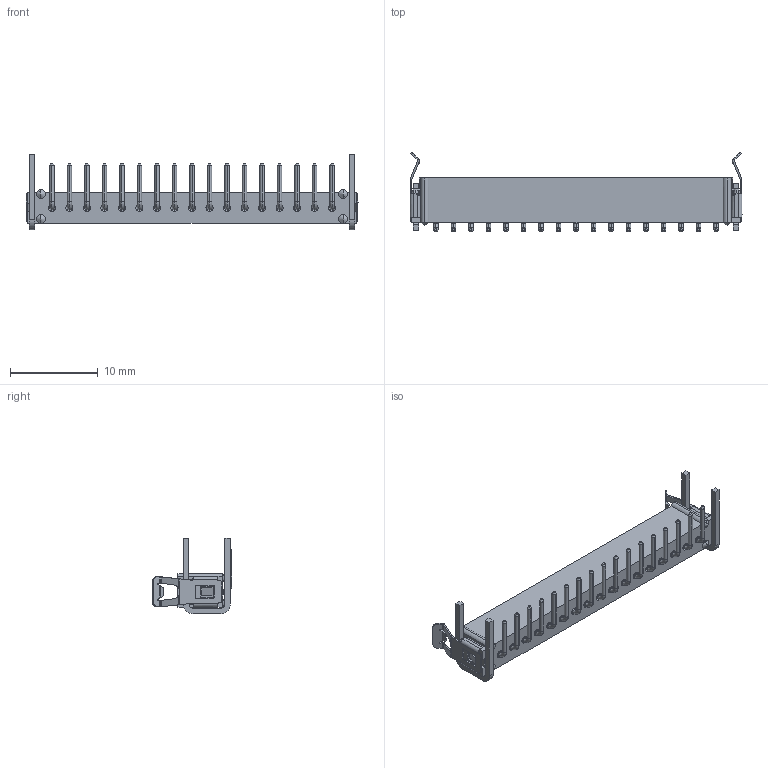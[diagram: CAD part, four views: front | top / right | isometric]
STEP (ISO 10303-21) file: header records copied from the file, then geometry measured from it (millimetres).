
FILE_DESCRIPTION(('STEP AP242'),'1');
FILE_NAME('b5743-117-m-l-1.stp','2025-03-21T22:10:20',('TraceParts'),('TraceParts S.A.'),'Spatial InterOp 3D',' ',' ');
FILE_SCHEMA(('AP242_MANAGED_MODEL_BASED_3D_ENGINEERING_MIM_LF {1 0 10303 442 1 1 4}'));
Length unit declared in the file: millimetre
Products named in the file (1): b5743-117-m-l-1_1
Bounding box: 37.9 x 9.1 x 8.64 mm (x, y, z)
Volume: 454 mm3; surface area: 1487.5 mm2
Topology: 22 solids, 22 shells, 831 faces, 2008 edges, 1244 vertices
Faces by surface type: plane 369, cylinder 230, cone 130, bspline 68, torus 34
Entity records: 37278 total; most frequent: CARTESIAN_POINT 6865, DIRECTION 4054, ORIENTED_EDGE 4000, STYLED_ITEM 2129, PRESENTATION_STYLE_ASSIGNMENT 2129, COLOUR_RGB 2129, EDGE_CURVE 2000, CURVE_STYLE 1988
